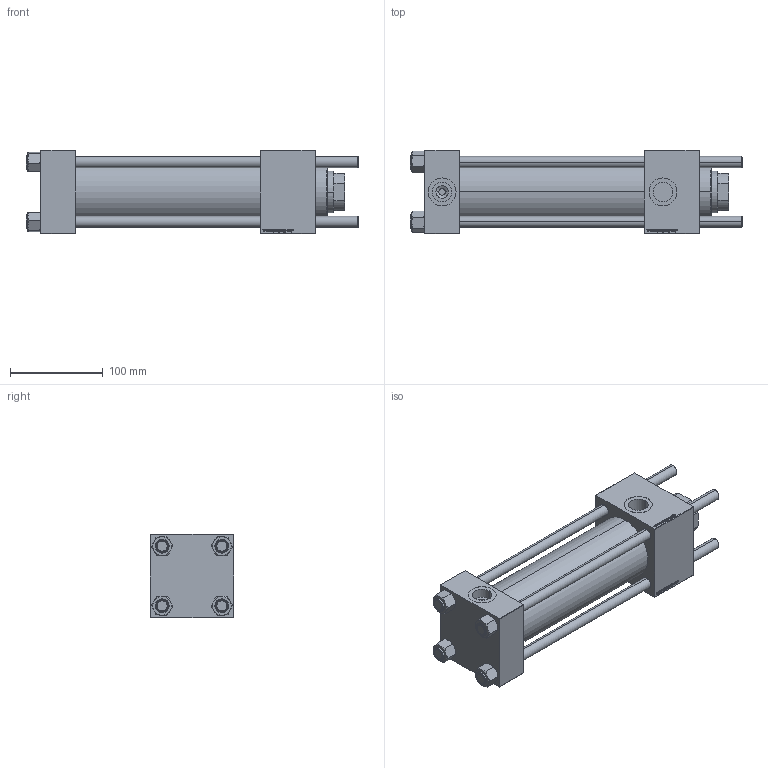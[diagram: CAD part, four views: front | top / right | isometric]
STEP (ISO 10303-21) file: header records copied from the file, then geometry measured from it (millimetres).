
FILE_DESCRIPTION (( 'STEP AP203' ), '1' );
FILE_NAME ('6431.STEP', '2025-02-12T10:34:44', ( '' ), ( '' ), 'SwSTEP 2.0', 'SolidWorks 2019', '' );
FILE_SCHEMA (( 'CONFIG_CONTROL_DESIGN' ));
Length unit declared in the file: millimetre
Products named in the file (6): NUT_M5_B 8e7d5f09ab9adf5b08e46a20abb6160e; V215CR_B-1 8e7d5f09ab9adf5b08e46a20abb6160e; V215CR_B_TYCINKA 8e7d5f09ab9adf5b08e46a20abb6160e; V215CR_VCP_B 8e7d5f09ab9adf5b08e46a20abb6160e; V215_VC_A 8e7d5f09ab9adf5b08e46a20abb6160e; 6431
Assembly tree (11 placements, depth 2):
  6431
    V215CR_B-1 8e7d5f09ab9adf5b08e46a20abb6160e
    V215CR_VCP_B 8e7d5f09ab9adf5b08e46a20abb6160e
    NUT_M5_B 8e7d5f09ab9adf5b08e46a20abb6160e  x4
    V215CR_B_TYCINKA 8e7d5f09ab9adf5b08e46a20abb6160e  x4
    V215_VC_A 8e7d5f09ab9adf5b08e46a20abb6160e
Bounding box: 357 x 90 x 90 mm (x, y, z)
Volume: 1405505.8 mm3; surface area: 304773.4 mm2
Topology: 11 solids, 11 shells, 1155 faces, 2929 edges, 1902 vertices
Faces by surface type: bspline 504, plane 431, cone 136, cylinder 76, torus 8
Entity records: 56693 total; most frequent: CARTESIAN_POINT 33977, ORIENTED_EDGE 5350, DIRECTION 2909, EDGE_CURVE 2675, VERTEX_POINT 1758, VECTOR 1441, LINE 1441, EDGE_LOOP 1159
